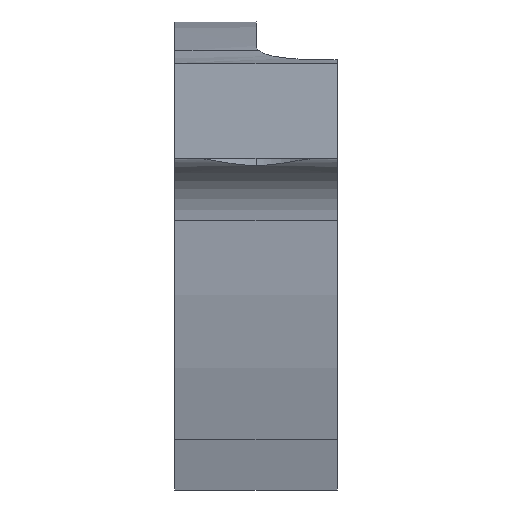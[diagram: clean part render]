
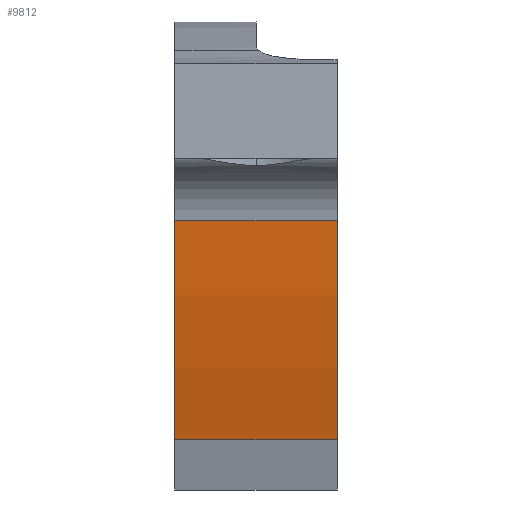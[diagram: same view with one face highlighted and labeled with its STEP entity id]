
A CAD part, top view. The second image highlights one B-rep face of the part: STEP entity #9812.
In plain terms, the highlighted cylindrical face has radius 80 mm (diameter 160 mm), a partial arc.
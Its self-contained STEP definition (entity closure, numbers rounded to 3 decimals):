
#11=CARTESIAN_POINT('',(0.,-5.064,
-93.054));
#12=DIRECTION('',(1.,0.,0.));
#13=DIRECTION('',(0.,-0.082,0.997));
#14=AXIS2_PLACEMENT_3D('',#11,#12,#13);
#332=DIRECTION('',(-1.,0.,0.));
#333=VECTOR('',#332,12.);
#334=CARTESIAN_POINT('',(12.,-27.785,-16.348));
#335=LINE('',#334,#333);
#336=DIRECTION('',(-1.,0.,0.));
#337=VECTOR('',#336,12.);
#338=CARTESIAN_POINT('',(12.,-11.592,-13.321));
#339=LINE('',#338,#337);
#1189=CARTESIAN_POINT('',(12.,-5.064,-93.054));
#1190=DIRECTION('',(-1.,0.,0.));
#1191=DIRECTION('',(0.,-0.284,0.959));
#1192=AXIS2_PLACEMENT_3D('',#1189,#1190,#1191);
#7681=CARTESIAN_POINT('',(0.,-27.785,-16.348));
#7682=VERTEX_POINT('',#7681);
#7683=CARTESIAN_POINT('',(12.,-27.785,-16.348));
#7684=VERTEX_POINT('',#7683);
#8088=CARTESIAN_POINT('',(0.,-11.592,
-13.321));
#8089=VERTEX_POINT('',#8088);
#8090=CARTESIAN_POINT('',(12.,-11.592,-13.321));
#8091=VERTEX_POINT('',#8090);
#9799=CARTESIAN_POINT('',(109.406,-5.064,-93.054));
#9800=DIRECTION('',(-1.,0.,0.));
#9801=DIRECTION('',(0.,-0.284,0.959));
#9802=AXIS2_PLACEMENT_3D('',#9799,#9800,#9801);
#9803=CYLINDRICAL_SURFACE('',#9802,80.);
#9804=ORIENTED_EDGE('',*,*,#9437,.F.);
#9806=ORIENTED_EDGE('',*,*,#9805,.F.);
#9808=ORIENTED_EDGE('',*,*,#9807,.F.);
#9809=ORIENTED_EDGE('',*,*,#9791,.T.);
#9810=EDGE_LOOP('',(#9804,#9806,#9808,#9809));
#9811=FACE_OUTER_BOUND('',#9810,.F.);
#9812=ADVANCED_FACE('',(#9811),#9803,.T.);
#15=CIRCLE('',#14,80.);
#1193=CIRCLE('',#1192,80.);
#9437=EDGE_CURVE('',#8089,#7682,#15,.T.);
#9791=EDGE_CURVE('',#7684,#7682,#335,.T.);
#9805=EDGE_CURVE('',#8091,#8089,#339,.T.);
#9807=EDGE_CURVE('',#7684,#8091,#1193,.T.);
